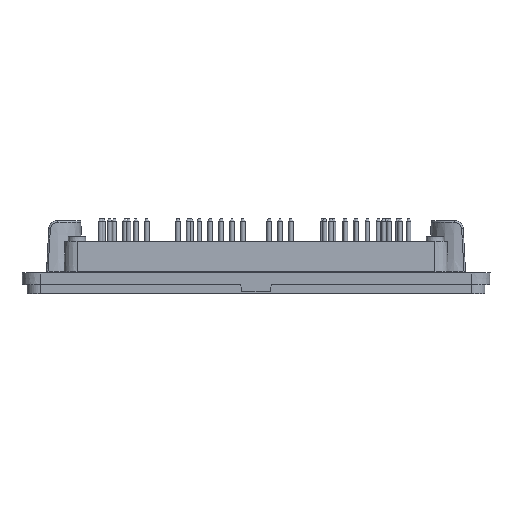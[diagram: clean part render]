
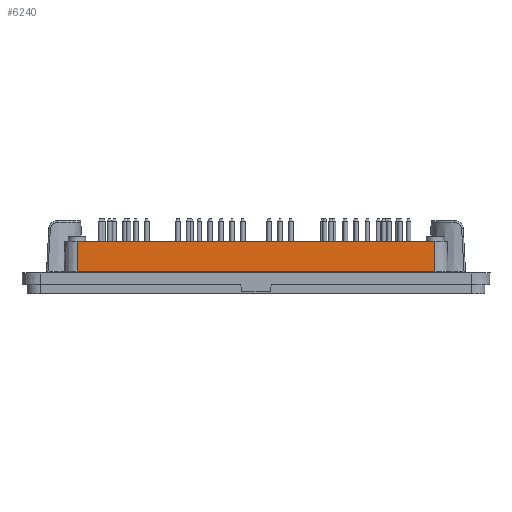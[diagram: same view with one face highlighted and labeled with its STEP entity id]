
A CAD part, front view. The second image highlights one B-rep face of the part: STEP entity #6240.
In plain terms, the highlighted planar face has unit normal (0, -1, 0.026).
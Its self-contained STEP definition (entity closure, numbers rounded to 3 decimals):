
#365=LINE('',#13024,#765);
#366=LINE('',#13030,#766);
#367=LINE('',#13032,#767);
#368=LINE('',#13034,#768);
#765=VECTOR('',#7808,1000.);
#766=VECTOR('',#7815,1000.);
#767=VECTOR('',#7816,1000.);
#768=VECTOR('',#7817,1000.);
#1493=ORIENTED_EDGE('',*,*,#3064,.F.);
#1494=ORIENTED_EDGE('',*,*,#3067,.T.);
#1495=ORIENTED_EDGE('',*,*,#3068,.T.);
#1496=ORIENTED_EDGE('',*,*,#3069,.T.);
#3064=EDGE_CURVE('',#3828,#3829,#365,.T.);
#3067=EDGE_CURVE('',#3828,#3830,#366,.T.);
#3068=EDGE_CURVE('',#3830,#3831,#367,.T.);
#3069=EDGE_CURVE('',#3831,#3829,#368,.T.);
#3828=VERTEX_POINT('',#13025);
#3829=VERTEX_POINT('',#13026);
#3830=VERTEX_POINT('',#13031);
#3831=VERTEX_POINT('',#13033);
#4676=EDGE_LOOP('',(#1493,#1494,#1495,#1496));
#5356=FACE_BOUND('',#4676,.T.);
#5983=PLANE('',#6777);
#6240=ADVANCED_FACE('',(#5356),#5983,.T.);
#6777=AXIS2_PLACEMENT_3D('',#13029,#7813,#7814);
#7808=DIRECTION('',(0.,-0.026,-1.));
#7813=DIRECTION('',(0.,-1.,0.026));
#7814=DIRECTION('',(0.,-0.026,-1.));
#7815=DIRECTION('',(-1.,0.,0.));
#7816=DIRECTION('',(0.,-0.026,-1.));
#7817=DIRECTION('',(1.,0.,0.));
#13024=CARTESIAN_POINT('',(41.,-22.5,2.7));
#13025=CARTESIAN_POINT('',(41.,-22.309,10.));
#13026=CARTESIAN_POINT('',(41.,-22.49,3.09));
#13029=CARTESIAN_POINT('',(0.,-22.5,2.7));
#13030=CARTESIAN_POINT('',(0.,-22.309,10.));
#13031=CARTESIAN_POINT('',(-41.,-22.309,10.));
#13032=CARTESIAN_POINT('',(-41.,-22.5,2.7));
#13033=CARTESIAN_POINT('',(-41.,-22.49,3.09));
#13034=CARTESIAN_POINT('',(0.,-22.49,3.09));
